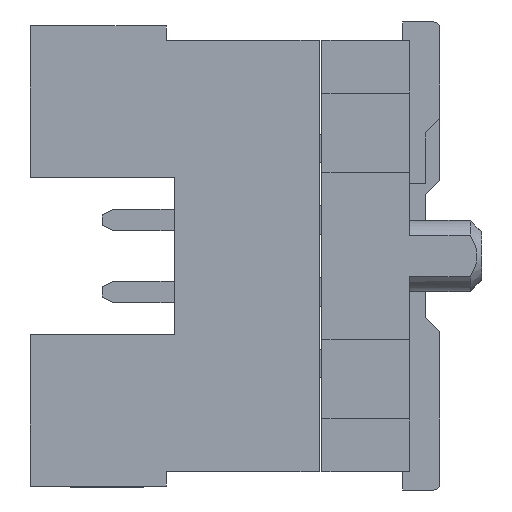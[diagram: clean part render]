
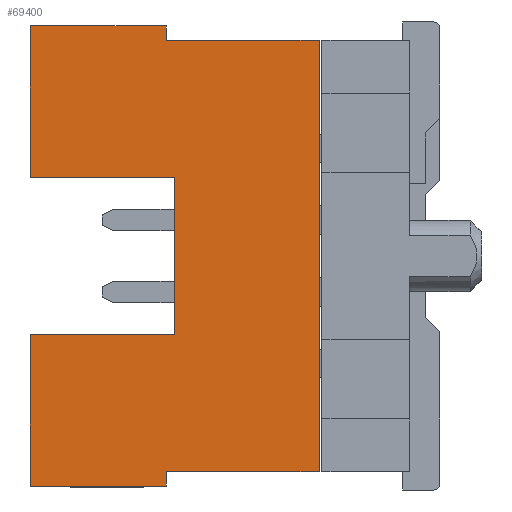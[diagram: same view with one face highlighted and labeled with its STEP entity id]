
A CAD part, left-side view. The second image highlights one B-rep face of the part: STEP entity #69400.
In plain terms, the highlighted planar face has unit normal (-1, 0, 0).
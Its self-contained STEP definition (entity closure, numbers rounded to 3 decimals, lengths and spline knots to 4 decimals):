
#57=DIRECTION('',(0.,0.,1.));
#58=VECTOR('',#57,7.62);
#59=CARTESIAN_POINT('',(-20.32,0.,-3.81));
#60=LINE('',#59,#58);
#61=DIRECTION('',(0.,0.,-1.));
#62=VECTOR('',#61,2.67);
#63=CARTESIAN_POINT('',(-20.32,5.1,-1.395));
#64=LINE('',#63,#62);
#65=DIRECTION('',(0.,-1.,0.));
#66=VECTOR('',#65,2.54);
#67=CARTESIAN_POINT('',(-20.32,5.1,1.395));
#68=LINE('',#67,#66);
#69=DIRECTION('',(0.,0.,-1.));
#70=VECTOR('',#69,2.67);
#71=CARTESIAN_POINT('',(-20.32,5.1,4.065));
#72=LINE('',#71,#70);
#73=DIRECTION('',(0.,1.,0.));
#74=VECTOR('',#73,2.4);
#75=CARTESIAN_POINT('',(-20.32,2.7,4.065));
#76=LINE('',#75,#74);
#77=DIRECTION('',(0.,0.,1.));
#78=VECTOR('',#77,0.255);
#79=CARTESIAN_POINT('',(-20.32,2.7,3.81));
#80=LINE('',#79,#78);
#81=DIRECTION('',(0.,1.,0.));
#82=VECTOR('',#81,2.7);
#83=CARTESIAN_POINT('',(-20.32,0.,3.81));
#84=LINE('',#83,#82);
#93=DIRECTION('',(0.,-1.,0.));
#94=VECTOR('',#93,2.7);
#95=CARTESIAN_POINT('',(-20.32,2.7,-3.81));
#96=LINE('',#95,#94);
#2415=DIRECTION('',(0.,1.,0.));
#2416=VECTOR('',#2415,2.54);
#2417=CARTESIAN_POINT('',(-20.32,2.56,-1.395));
#2418=LINE('',#2417,#2416);
#2443=DIRECTION('',(0.,0.,-1.));
#2444=VECTOR('',#2443,2.79);
#2445=CARTESIAN_POINT('',(-20.32,2.56,1.395));
#2446=LINE('',#2445,#2444);
#2559=DIRECTION('',(0.,1.,0.));
#2560=VECTOR('',#2559,2.4);
#2561=CARTESIAN_POINT('',(-20.32,2.7,-4.065));
#2562=LINE('',#2561,#2560);
#2843=DIRECTION('',(0.,0.,1.));
#2844=VECTOR('',#2843,0.255);
#2845=CARTESIAN_POINT('',(-20.32,2.7,-4.065));
#2846=LINE('',#2845,#2844);
#62386=CARTESIAN_POINT('',(-20.32,0.,3.81));
#62387=VERTEX_POINT('',#62386);
#62388=CARTESIAN_POINT('',(-20.32,0.,-3.81));
#62389=VERTEX_POINT('',#62388);
#62898=CARTESIAN_POINT('',(-20.32,2.7,3.81));
#62899=VERTEX_POINT('',#62898);
#62904=CARTESIAN_POINT('',(-20.32,2.7,4.065));
#62905=VERTEX_POINT('',#62904);
#62906=CARTESIAN_POINT('',(-20.32,5.1,4.065));
#62907=VERTEX_POINT('',#62906);
#62916=CARTESIAN_POINT('',(-20.32,5.1,1.395));
#62917=VERTEX_POINT('',#62916);
#62922=CARTESIAN_POINT('',(-20.32,5.1,-1.395));
#62923=VERTEX_POINT('',#62922);
#62924=CARTESIAN_POINT('',(-20.32,5.1,-4.065));
#62925=VERTEX_POINT('',#62924);
#62936=CARTESIAN_POINT('',(-20.32,2.56,1.395));
#62937=VERTEX_POINT('',#62936);
#62938=CARTESIAN_POINT('',(-20.32,2.7,-3.81));
#62939=VERTEX_POINT('',#62938);
#62940=CARTESIAN_POINT('',(-20.32,2.7,-4.065));
#62941=VERTEX_POINT('',#62940);
#62942=CARTESIAN_POINT('',(-20.32,2.56,-1.395));
#62943=VERTEX_POINT('',#62942);
#69375=CARTESIAN_POINT('',(-20.32,2.55,0.));
#69376=DIRECTION('',(1.,0.,0.));
#69377=DIRECTION('',(0.,0.,1.));
#69378=AXIS2_PLACEMENT_3D('',#69375,#69376,#69377);
#69379=PLANE('',#69378);
#69380=ORIENTED_EDGE('',*,*,#68747,.F.);
#69382=ORIENTED_EDGE('',*,*,#69381,.F.);
#69384=ORIENTED_EDGE('',*,*,#69383,.F.);
#69386=ORIENTED_EDGE('',*,*,#69385,.T.);
#69388=ORIENTED_EDGE('',*,*,#69387,.F.);
#69390=ORIENTED_EDGE('',*,*,#69389,.F.);
#69392=ORIENTED_EDGE('',*,*,#69391,.F.);
#69393=ORIENTED_EDGE('',*,*,#69366,.F.);
#69394=ORIENTED_EDGE('',*,*,#69337,.F.);
#69395=ORIENTED_EDGE('',*,*,#69317,.F.);
#69396=ORIENTED_EDGE('',*,*,#69303,.F.);
#69397=ORIENTED_EDGE('',*,*,#69289,.F.);
#69398=EDGE_LOOP('',(#69380,#69382,#69384,#69386,#69388,#69390,#69392,#69393,
#69394,#69395,#69396,#69397));
#69399=FACE_OUTER_BOUND('',#69398,.F.);
#69400=ADVANCED_FACE('',(#69399),#69379,.F.);
#68747=EDGE_CURVE('',#62389,#62387,#60,.T.);
#69289=EDGE_CURVE('',#62387,#62899,#84,.T.);
#69303=EDGE_CURVE('',#62899,#62905,#80,.T.);
#69317=EDGE_CURVE('',#62905,#62907,#76,.T.);
#69337=EDGE_CURVE('',#62907,#62917,#72,.T.);
#69366=EDGE_CURVE('',#62917,#62937,#68,.T.);
#69381=EDGE_CURVE('',#62939,#62389,#96,.T.);
#69383=EDGE_CURVE('',#62941,#62939,#2846,.T.);
#69385=EDGE_CURVE('',#62941,#62925,#2562,.T.);
#69387=EDGE_CURVE('',#62923,#62925,#64,.T.);
#69389=EDGE_CURVE('',#62943,#62923,#2418,.T.);
#69391=EDGE_CURVE('',#62937,#62943,#2446,.T.);
